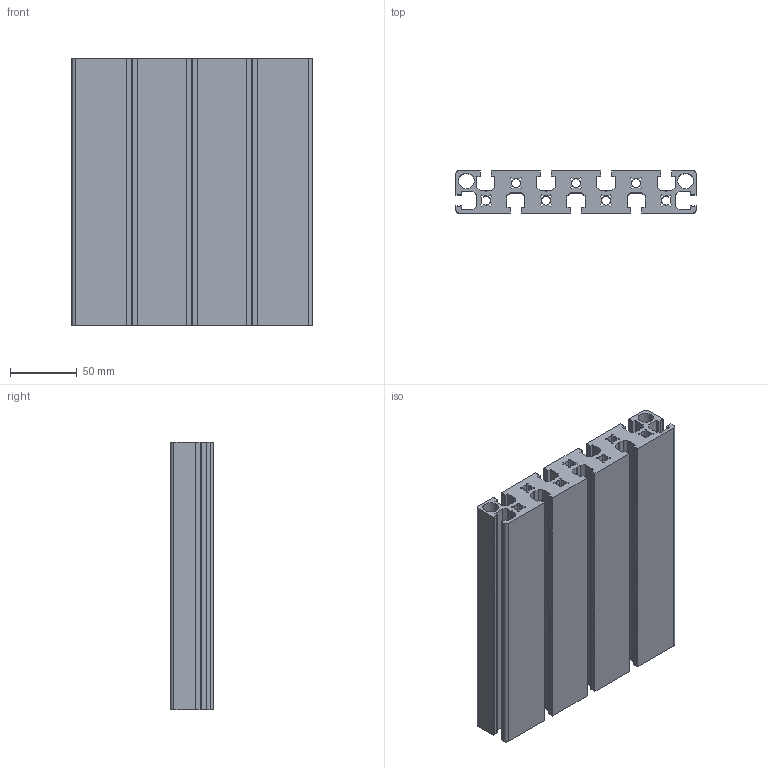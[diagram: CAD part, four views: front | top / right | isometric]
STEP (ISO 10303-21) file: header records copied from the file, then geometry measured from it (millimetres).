
FILE_DESCRIPTION (( 'STEP AP203' ), '1' );
FILE_NAME ('009228 REF 32180 .STEP', '2015-12-01T11:52:13', ( '' ), ( '' ), 'SwSTEP 2.0', 'SolidWorks 2015', '' );
FILE_SCHEMA (( 'CONFIG_CONTROL_DESIGN' ));
Length unit declared in the file: millimetre
Products named in the file (1): 009228 REF 32180 
Bounding box: 180 x 32 x 200 mm (x, y, z)
Volume: 716538.7 mm3; surface area: 230459.5 mm2
Topology: 1 solids, 1 shells, 296 faces, 882 edges, 588 vertices
Faces by surface type: plane 207, cylinder 71, bspline 18
Entity records: 10107 total; most frequent: CARTESIAN_POINT 2073, ORIENTED_EDGE 1764, DIRECTION 1546, EDGE_CURVE 882, VECTOR 704, LINE 704, VERTEX_POINT 588, AXIS2_PLACEMENT_3D 421
